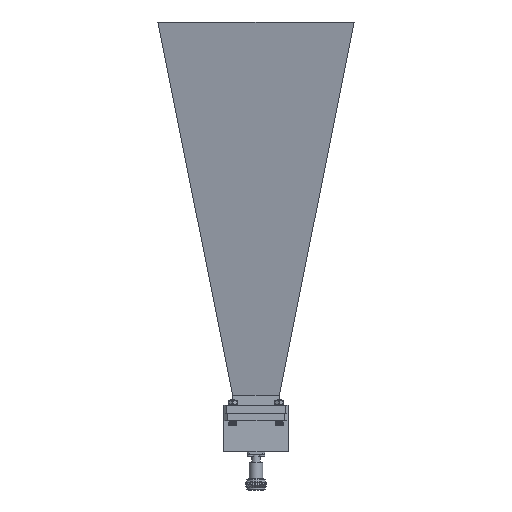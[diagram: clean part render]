
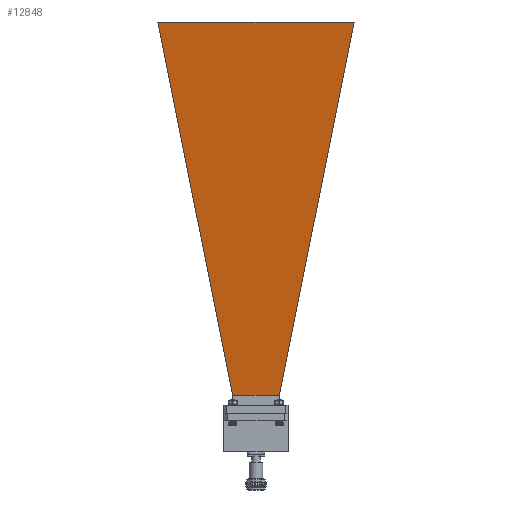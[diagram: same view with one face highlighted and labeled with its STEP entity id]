
A CAD part, front view. The second image highlights one B-rep face of the part: STEP entity #12848.
In plain terms, the highlighted face is planar.
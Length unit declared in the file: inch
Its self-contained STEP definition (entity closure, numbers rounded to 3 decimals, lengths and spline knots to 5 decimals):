
#120 = CARTESIAN_POINT ( 'NONE',  ( -0.36661, 0., 1.95887 ) ) ;
#125 = VERTEX_POINT ( 'NONE', #13245 ) ;
#273 = DIRECTION ( 'NONE',  ( 0., -1., 0. ) ) ;
#274 = EDGE_CURVE ( 'NONE', #9200, #11027, #11516, .T. ) ;
#924 = CARTESIAN_POINT ( 'NONE',  ( -2.15501, 2.86377, 12.85198 ) ) ;
#1546 = CARTESIAN_POINT ( 'NONE',  ( -2.15501, 2.86377, 12.85198 ) ) ;
#1574 = EDGE_CURVE ( 'NONE', #125, #9200, #3961, .T. ) ;
#1660 = VECTOR ( 'NONE', #273, 39.37008 ) ;
#2496 = VECTOR ( 'NONE', #3769, 39.37008 ) ;
#3260 = FACE_OUTER_BOUND ( 'NONE', #13730, .T. ) ;
#3746 = DIRECTION ( 'NONE',  ( 0.159, -0.194, -0.968 ) ) ;
#3769 = DIRECTION ( 'NONE',  ( -0.159, -0.194, 0.968 ) ) ;
#3926 = LINE ( 'NONE', #4893, #2496 ) ;
#3961 = LINE ( 'NONE', #11796, #14808 ) ;
#4490 = EDGE_CURVE ( 'NONE', #9348, #125, #3926, .T. ) ;
#4703 = CARTESIAN_POINT ( 'NONE',  ( -1.25846, 0., 7.39111 ) ) ;
#4893 = CARTESIAN_POINT ( 'NONE',  ( -0.36661, -0.67953, 1.95887 ) ) ;
#5079 = DIRECTION ( 'NONE',  ( 0., 1., 0. ) ) ;
#5650 = ORIENTED_EDGE ( 'NONE', *, *, #4490, .T. ) ;
#5895 = ORIENTED_EDGE ( 'NONE', *, *, #1574, .T. ) ;
#6047 = ORIENTED_EDGE ( 'NONE', *, *, #274, .T. ) ;
#8133 = DIRECTION ( 'NONE',  ( -0.162, 0., 0.987 ) ) ;
#8175 = LINE ( 'NONE', #120, #1660 ) ;
#8293 = PLANE ( 'NONE',  #13344 ) ;
#8295 = CARTESIAN_POINT ( 'NONE',  ( -0.36661, -0.67953, 1.95887 ) ) ;
#8372 = DIRECTION ( 'NONE',  ( -0.987, 0., -0.162 ) ) ;
#9200 = VERTEX_POINT ( 'NONE', #924 ) ;
#9348 = VERTEX_POINT ( 'NONE', #8295 ) ;
#10553 = EDGE_CURVE ( 'NONE', #11027, #9348, #8175, .T. ) ;
#10978 = VECTOR ( 'NONE', #3746, 39.37008 ) ;
#11027 = VERTEX_POINT ( 'NONE', #13812 ) ;
#11516 = LINE ( 'NONE', #1546, #10978 ) ;
#11796 = CARTESIAN_POINT ( 'NONE',  ( -2.15501, 0., 12.85198 ) ) ;
#12848 = ADVANCED_FACE ( 'NONE', ( #3260 ), #8293, .T. ) ;
#12866 = ORIENTED_EDGE ( 'NONE', *, *, #10553, .T. ) ;
#13245 = CARTESIAN_POINT ( 'NONE',  ( -2.15501, -2.86377, 12.85198 ) ) ;
#13344 = AXIS2_PLACEMENT_3D ( 'NONE', #4703, #8372, #8133 ) ;
#13730 = EDGE_LOOP ( 'NONE', ( #5650, #5895, #6047, #12866 ) ) ;
#13812 = CARTESIAN_POINT ( 'NONE',  ( -0.36661, 0.67953, 1.95887 ) ) ;
#14808 = VECTOR ( 'NONE', #5079, 39.37008 ) ;
